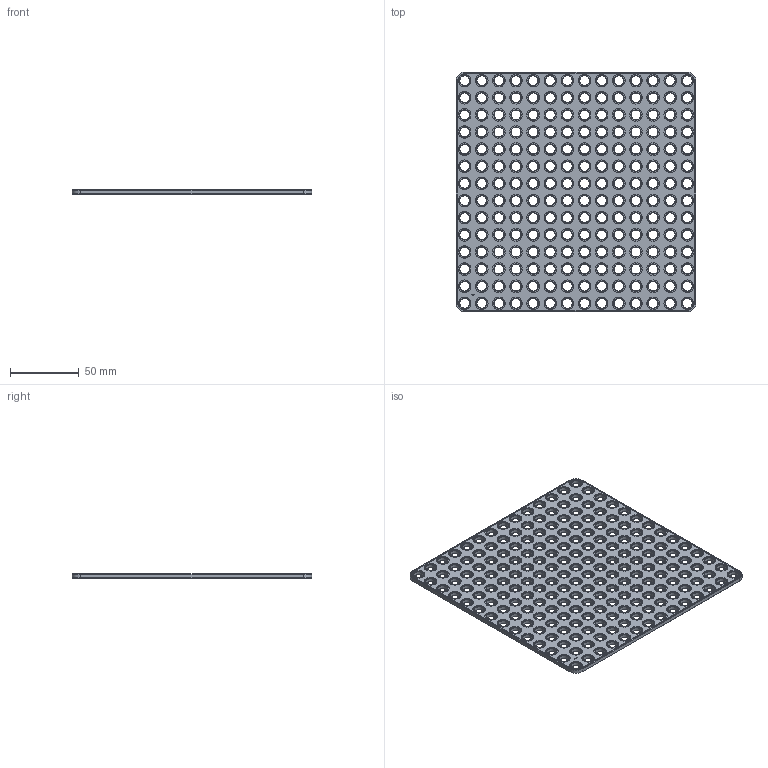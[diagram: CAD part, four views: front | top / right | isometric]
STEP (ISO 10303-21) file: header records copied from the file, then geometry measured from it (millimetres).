
FILE_DESCRIPTION(('FreeCAD Model'),'2;1');
FILE_NAME('Open CASCADE Shape Model','2024-01-31T15:16:54',(''),(''), 'Open CASCADE STEP processor 7.6','FreeCAD','Unknown');
FILE_SCHEMA(('AUTOMOTIVE_DESIGN { 1 0 10303 214 1 1 1 1 }'));
Products named in the file (1): Plate SQR CRNR BU14x00.25 - SPN-PLT-0049 (stemfie.org)
Bounding box: 175 x 175 x 3.12 mm (x, y, z)
Volume: 68204 mm3; surface area: 61279.5 mm2
Topology: 1 solids, 1 shells, 1468 faces, 3300 edges, 2064 vertices
Faces by surface type: plane 522, cylinder 400, cone 400, extrusion 146
Full cylindrical faces by diameter (mm): 7 x196, 9.2 x196
Entity records: 86223 total; most frequent: CARTESIAN_POINT 19042, DIRECTION 12222, VECTOR 6768, LINE 6622, ORIENTED_EDGE 6600, PCURVE 6600, DEFINITIONAL_REPRESENTATION 6600, EDGE_CURVE 3300
